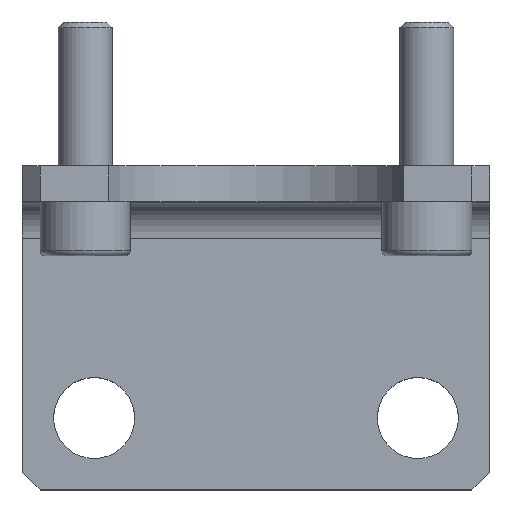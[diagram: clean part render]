
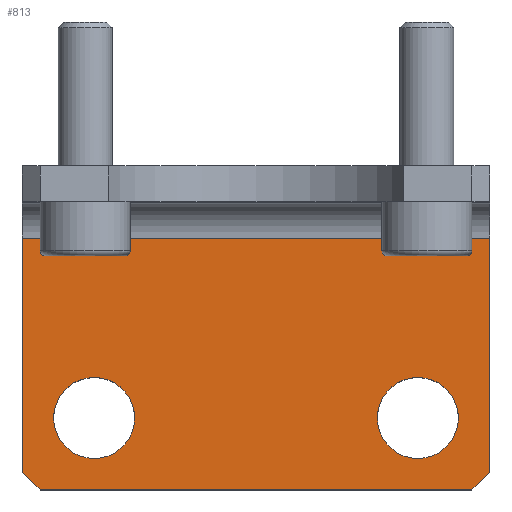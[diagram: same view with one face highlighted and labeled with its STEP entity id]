
A CAD part, top view. The second image highlights one B-rep face of the part: STEP entity #813.
In plain terms, the highlighted planar face has unit normal (0, 0, 1).
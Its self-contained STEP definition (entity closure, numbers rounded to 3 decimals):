
#52=LINE('',#1273,#111);
#54=LINE('',#1277,#113);
#55=LINE('',#1279,#114);
#56=LINE('',#1281,#115);
#57=LINE('',#1283,#116);
#58=LINE('',#1284,#117);
#111=VECTOR('',#1030,2.828);
#113=VECTOR('',#1034,26.);
#114=VECTOR('',#1035,52.);
#115=VECTOR('',#1036,26.);
#116=VECTOR('',#1037,2.828);
#117=VECTOR('',#1038,48.);
#176=FACE_BOUND('',#283,.T.);
#177=FACE_BOUND('',#284,.T.);
#219=FACE_OUTER_BOUND('',#282,.T.);
#282=EDGE_LOOP('',(#611,#612,#613,#614,#615,#616));
#283=EDGE_LOOP('',(#617));
#284=EDGE_LOOP('',(#618));
#328=CIRCLE('',#881,4.5);
#329=CIRCLE('',#882,4.5);
#380=VERTEX_POINT('',#1270);
#381=VERTEX_POINT('',#1272);
#382=VERTEX_POINT('',#1276);
#383=VERTEX_POINT('',#1278);
#384=VERTEX_POINT('',#1280);
#385=VERTEX_POINT('',#1282);
#386=VERTEX_POINT('',#1285);
#387=VERTEX_POINT('',#1287);
#464=EDGE_CURVE('',#380,#381,#52,.T.);
#466=EDGE_CURVE('',#382,#380,#54,.T.);
#467=EDGE_CURVE('',#383,#382,#55,.T.);
#468=EDGE_CURVE('',#383,#384,#56,.T.);
#469=EDGE_CURVE('',#385,#384,#57,.T.);
#470=EDGE_CURVE('',#381,#385,#58,.T.);
#471=EDGE_CURVE('',#386,#386,#328,.T.);
#472=EDGE_CURVE('',#387,#387,#329,.T.);
#611=ORIENTED_EDGE('',*,*,#464,.F.);
#612=ORIENTED_EDGE('',*,*,#466,.F.);
#613=ORIENTED_EDGE('',*,*,#467,.F.);
#614=ORIENTED_EDGE('',*,*,#468,.T.);
#615=ORIENTED_EDGE('',*,*,#469,.F.);
#616=ORIENTED_EDGE('',*,*,#470,.F.);
#617=ORIENTED_EDGE('',*,*,#471,.T.);
#618=ORIENTED_EDGE('',*,*,#472,.T.);
#720=PLANE('',#880);
#813=ADVANCED_FACE('',(#219,#176,#177),#720,.T.);
#880=AXIS2_PLACEMENT_3D('',#1275,#1032,#1033);
#881=AXIS2_PLACEMENT_3D('',#1286,#1039,#1040);
#882=AXIS2_PLACEMENT_3D('',#1288,#1041,#1042);
#1030=DIRECTION('',(-0.707,-0.707,0.));
#1032=DIRECTION('center_axis',(0.,0.,1.));
#1033=DIRECTION('ref_axis',(1.,0.,0.));
#1034=DIRECTION('',(0.,-1.,0.));
#1035=DIRECTION('',(1.,0.,0.));
#1036=DIRECTION('',(0.,-1.,0.));
#1037=DIRECTION('',(-0.707,0.707,0.));
#1038=DIRECTION('',(-1.,0.,0.));
#1039=DIRECTION('center_axis',(0.,0.,-1.));
#1040=DIRECTION('ref_axis',(0.,-1.,0.));
#1041=DIRECTION('center_axis',(0.,0.,-1.));
#1042=DIRECTION('ref_axis',(0.,-1.,0.));
#1270=CARTESIAN_POINT('',(26.,-34.,4.));
#1272=CARTESIAN_POINT('',(24.,-36.,4.));
#1273=CARTESIAN_POINT('',(33.,-27.,4.));
#1275=CARTESIAN_POINT('Origin',(26.,-4.,4.));
#1276=CARTESIAN_POINT('',(26.,-8.,4.));
#1277=CARTESIAN_POINT('',(26.,-4.,4.));
#1278=CARTESIAN_POINT('',(-26.,-8.,4.));
#1279=CARTESIAN_POINT('',(26.,-8.,4.));
#1280=CARTESIAN_POINT('',(-26.,-34.,4.));
#1281=CARTESIAN_POINT('',(-26.,-4.,4.));
#1282=CARTESIAN_POINT('',(-24.,-36.,4.));
#1283=CARTESIAN_POINT('',(-20.,-40.,4.));
#1284=CARTESIAN_POINT('',(26.,-36.,4.));
#1285=CARTESIAN_POINT('',(18.,-23.5,4.));
#1286=CARTESIAN_POINT('Origin',(18.,-28.,4.));
#1287=CARTESIAN_POINT('',(-18.,-23.5,4.));
#1288=CARTESIAN_POINT('Origin',(-18.,-28.,4.));
